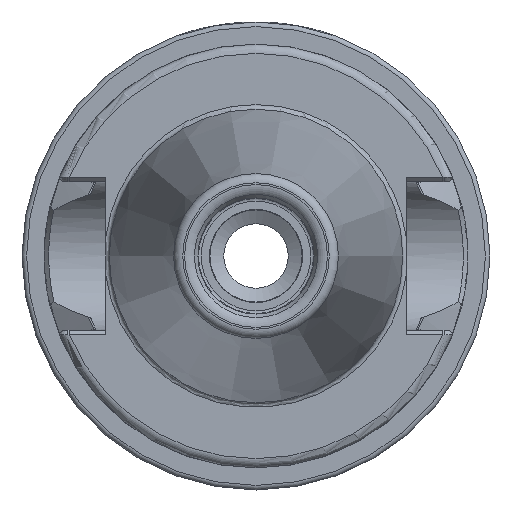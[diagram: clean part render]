
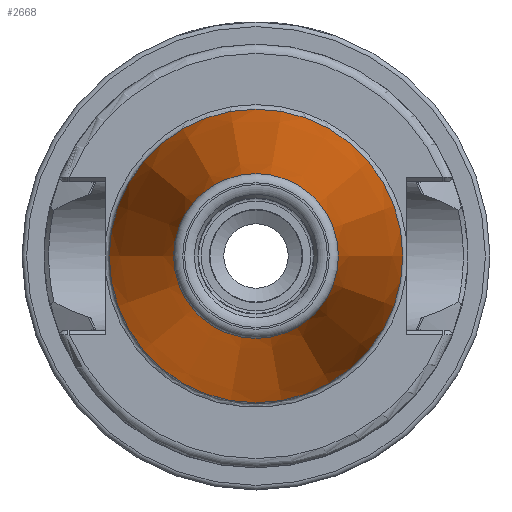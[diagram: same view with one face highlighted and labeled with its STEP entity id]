
A CAD part, left-side view. The second image highlights one B-rep face of the part: STEP entity #2668.
In plain terms, the highlighted conical face has half-angle 8.297 degrees and reference radius 12.437 mm.
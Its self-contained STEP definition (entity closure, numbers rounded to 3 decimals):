
#69=CONICAL_SURFACE('',#2915,12.437,0.145);
#249=CIRCLE('',#2911,8.941);
#250=CIRCLE('',#2912,8.941);
#251=CIRCLE('',#2913,8.941);
#253=CIRCLE('',#2916,15.933);
#254=CIRCLE('',#2917,15.933);
#460=FACE_OUTER_BOUND('',#609,.T.);
#609=EDGE_LOOP('',(#2112,#2113,#2114,#2115,#2116,#2117,#2118));
#756=LINE('',#5208,#874);
#874=VECTOR('',#3503,12.437);
#1131=VERTEX_POINT('',#5196);
#1132=VERTEX_POINT('',#5197);
#1133=VERTEX_POINT('',#5199);
#1134=VERTEX_POINT('',#5204);
#1135=VERTEX_POINT('',#5205);
#1491=EDGE_CURVE('',#1131,#1132,#249,.T.);
#1492=EDGE_CURVE('',#1133,#1131,#250,.T.);
#1493=EDGE_CURVE('',#1132,#1133,#251,.T.);
#1495=EDGE_CURVE('',#1134,#1135,#253,.T.);
#1496=EDGE_CURVE('',#1135,#1134,#254,.T.);
#1497=EDGE_CURVE('',#1135,#1133,#756,.T.);
#2112=ORIENTED_EDGE('',*,*,#1495,.F.);
#2113=ORIENTED_EDGE('',*,*,#1496,.F.);
#2114=ORIENTED_EDGE('',*,*,#1497,.T.);
#2115=ORIENTED_EDGE('',*,*,#1492,.T.);
#2116=ORIENTED_EDGE('',*,*,#1491,.T.);
#2117=ORIENTED_EDGE('',*,*,#1493,.T.);
#2118=ORIENTED_EDGE('',*,*,#1497,.F.);
#2668=ADVANCED_FACE('',(#460),#69,.T.);
#2911=AXIS2_PLACEMENT_3D('',#5198,#3489,#3490);
#2912=AXIS2_PLACEMENT_3D('',#5200,#3491,#3492);
#2913=AXIS2_PLACEMENT_3D('',#5201,#3493,#3494);
#2915=AXIS2_PLACEMENT_3D('',#5203,#3497,#3498);
#2916=AXIS2_PLACEMENT_3D('',#5206,#3499,#3500);
#2917=AXIS2_PLACEMENT_3D('',#5207,#3501,#3502);
#3489=DIRECTION('center_axis',(1.,0.,0.));
#3490=DIRECTION('ref_axis',(0.,0.,-1.));
#3491=DIRECTION('center_axis',(1.,0.,0.));
#3492=DIRECTION('ref_axis',(0.,0.,-1.));
#3493=DIRECTION('center_axis',(1.,0.,0.));
#3494=DIRECTION('ref_axis',(0.,0.,-1.));
#3497=DIRECTION('center_axis',(1.,0.,0.));
#3498=DIRECTION('ref_axis',(0.,1.,0.));
#3499=DIRECTION('center_axis',(1.,0.,0.));
#3500=DIRECTION('ref_axis',(0.,0.,-1.));
#3501=DIRECTION('center_axis',(1.,0.,0.));
#3502=DIRECTION('ref_axis',(0.,0.,-1.));
#3503=DIRECTION('',(-0.99,0.144,0.));
#5196=CARTESIAN_POINT('',(-47.944,8.941,0.));
#5197=CARTESIAN_POINT('',(-47.944,0.,8.941));
#5198=CARTESIAN_POINT('Origin',(-47.944,0.,
0.));
#5199=CARTESIAN_POINT('',(-47.944,-8.941,0.));
#5200=CARTESIAN_POINT('Origin',(-47.944,0.,
0.));
#5201=CARTESIAN_POINT('Origin',(-47.944,0.,
0.));
#5203=CARTESIAN_POINT('Origin',(-23.972,0.,
0.));
#5204=CARTESIAN_POINT('',(0.,15.933,0.));
#5205=CARTESIAN_POINT('',(0.,-15.933,0.));
#5206=CARTESIAN_POINT('Origin',(0.,0.,
0.));
#5207=CARTESIAN_POINT('Origin',(0.,0.,
0.));
#5208=CARTESIAN_POINT('',(-23.972,-12.437,0.));
